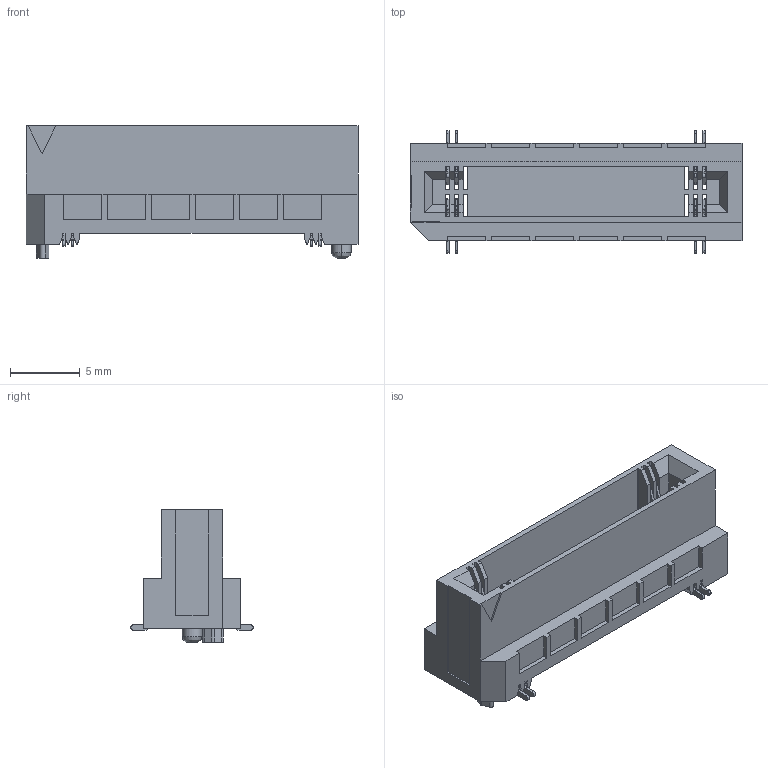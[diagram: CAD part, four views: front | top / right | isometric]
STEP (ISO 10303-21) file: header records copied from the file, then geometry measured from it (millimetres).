
FILE_DESCRIPTION((''),'2;1');
FILE_NAME('SAMTEC_MEC6-130-02-L-DV-A_a.stp','2015-06-16T17:33:18',(''),(''),'Mechanical Desktop 2011','Mechanical Desktop 2011',', , ');
FILE_SCHEMA(('AUTOMOTIVE_DESIGN { 1 2 10303 214 1 1 1 1 }'));
Length unit declared in the file: millimetre
Products named in the file (1): Product
Bounding box: 23.82 x 8.8 x 9.5 mm (x, y, z)
Volume: 563 mm3; surface area: 1498.4 mm2
Topology: 9 solids, 9 shells, 627 faces, 1869 edges, 1243 vertices
Faces by surface type: plane 300, bspline 201, cylinder 124, torus 2
Entity records: 22300 total; most frequent: CARTESIAN_POINT 5601, ORIENTED_EDGE 3738, DIRECTION 3167, EDGE_CURVE 1869, VECTOR 1425, LINE 1425, VERTEX_POINT 1243, AXIS2_PLACEMENT_3D 871
